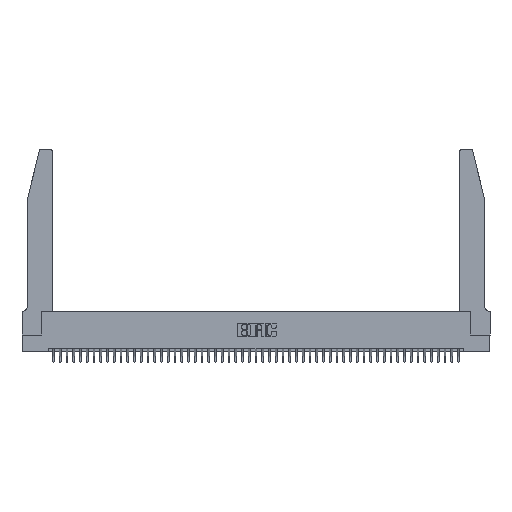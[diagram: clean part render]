
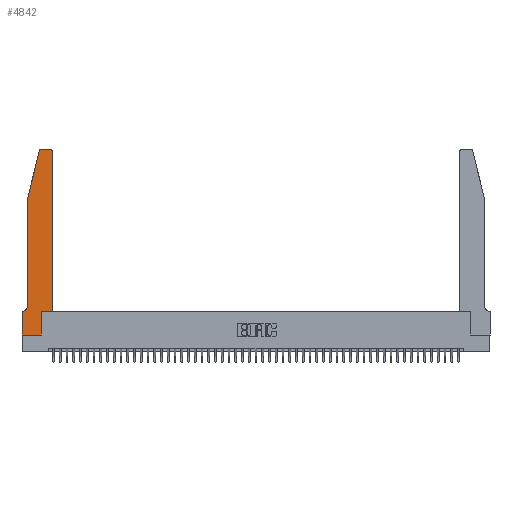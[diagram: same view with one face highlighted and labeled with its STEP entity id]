
A CAD part, top view. The second image highlights one B-rep face of the part: STEP entity #4842.
In plain terms, the highlighted planar face has unit normal (0, 0, 1).
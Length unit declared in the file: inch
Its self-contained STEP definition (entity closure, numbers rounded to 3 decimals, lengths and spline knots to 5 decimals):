
#65 = CARTESIAN_POINT ( 'NONE',  ( 0.0755, 2., 0.37 ) ) ;
#111 = EDGE_CURVE ( 'NONE', #49891, #29038, #12850, .T. ) ;
#1064 = VECTOR ( 'NONE', #22343, 39.37008 ) ;
#1358 = ORIENTED_EDGE ( 'NONE', *, *, #34966, .T. ) ;
#2054 = VECTOR ( 'NONE', #7974, 39.37008 ) ;
#2291 = CARTESIAN_POINT ( 'NONE',  ( 0.2865, 0.35, 0.37 ) ) ;
#2523 = DIRECTION ( 'NONE',  ( 0., 0., 1. ) ) ;
#2724 = EDGE_LOOP ( 'NONE', ( #32491, #14909, #4949, #49148, #20714, #38627, #7187, #47005, #17790, #1358, #43314, #47635 ) ) ;
#4160 = LINE ( 'NONE', #19501, #22416 ) ;
#4842 = ADVANCED_FACE ( 'NONE', ( #35881 ), #25343, .T. ) ;
#4949 = ORIENTED_EDGE ( 'NONE', *, *, #44864, .T. ) ;
#5288 = VERTEX_POINT ( 'NONE', #26987 ) ;
#5649 = VECTOR ( 'NONE', #34297, 39.37008 ) ;
#5897 = VECTOR ( 'NONE', #23509, 39.37008 ) ;
#6006 = EDGE_CURVE ( 'NONE', #35398, #41862, #8340, .T. ) ;
#6280 = CARTESIAN_POINT ( 'NONE',  ( 0.0055, 0.35, 0.37 ) ) ;
#6371 = CARTESIAN_POINT ( 'NONE',  ( 0., 0., 0.37 ) ) ;
#7187 = ORIENTED_EDGE ( 'NONE', *, *, #30347, .T. ) ;
#7974 = DIRECTION ( 'NONE',  ( 0., 1., 0. ) ) ;
#8166 = LINE ( 'NONE', #34195, #2054 ) ;
#8340 = LINE ( 'NONE', #2291, #49669 ) ;
#8718 = CARTESIAN_POINT ( 'NONE',  ( 0.0755, 2., 0.37 ) ) ;
#9630 = LINE ( 'NONE', #14873, #1064 ) ;
#9913 = LINE ( 'NONE', #10995, #5649 ) ;
#10995 = CARTESIAN_POINT ( 'NONE',  ( 0.0755, 2., 0.37 ) ) ;
#11126 = DIRECTION ( 'NONE',  ( 0., 0., 1. ) ) ;
#11801 = VERTEX_POINT ( 'NONE', #49631 ) ;
#12850 = CIRCLE ( 'NONE', #44349, 0.07 ) ;
#13783 = CARTESIAN_POINT ( 'NONE',  ( 0., 0.35, 0.37 ) ) ;
#14630 = VECTOR ( 'NONE', #43621, 39.37008 ) ;
#14873 = CARTESIAN_POINT ( 'NONE',  ( 0.2605, 2.75, 0.37 ) ) ;
#14909 = ORIENTED_EDGE ( 'NONE', *, *, #16924, .T. ) ;
#16175 = VERTEX_POINT ( 'NONE', #29297 ) ;
#16924 = EDGE_CURVE ( 'NONE', #23729, #35327, #32066, .T. ) ;
#17790 = ORIENTED_EDGE ( 'NONE', *, *, #6006, .T. ) ;
#17835 = DIRECTION ( 'NONE',  ( 0., 0., 1. ) ) ;
#19501 = CARTESIAN_POINT ( 'NONE',  ( 0., 0., 0.37 ) ) ;
#20714 = ORIENTED_EDGE ( 'NONE', *, *, #111, .T. ) ;
#21429 = CARTESIAN_POINT ( 'NONE',  ( 0.25487, 2.72718, 0.37 ) ) ;
#21697 = EDGE_CURVE ( 'NONE', #40125, #35398, #4160, .T. ) ;
#22087 = EDGE_CURVE ( 'NONE', #11801, #5288, #35813, .T. ) ;
#22343 = DIRECTION ( 'NONE',  ( -1., 0., 0. ) ) ;
#22416 = VECTOR ( 'NONE', #23405, 39.37008 ) ;
#22812 = VECTOR ( 'NONE', #39558, 39.37008 ) ;
#23405 = DIRECTION ( 'NONE',  ( 1., 0., 0. ) ) ;
#23456 = LINE ( 'NONE', #35605, #22812 ) ;
#23509 = DIRECTION ( 'NONE',  ( -0.239, -0.971, 0. ) ) ;
#23729 = VERTEX_POINT ( 'NONE', #49650 ) ;
#24640 = VERTEX_POINT ( 'NONE', #36731 ) ;
#25343 = PLANE ( 'NONE',  #42601 ) ;
#26778 = DIRECTION ( 'NONE',  ( 0., 1., 0. ) ) ;
#26987 = CARTESIAN_POINT ( 'NONE',  ( 0.4205, 2.75, 0.37 ) ) ;
#27158 = DIRECTION ( 'NONE',  ( -1., 0., 0. ) ) ;
#27411 = LINE ( 'NONE', #35972, #14630 ) ;
#27795 = LINE ( 'NONE', #32520, #33838 ) ;
#28019 = EDGE_CURVE ( 'NONE', #33181, #49891, #9913, .T. ) ;
#29038 = VERTEX_POINT ( 'NONE', #6280 ) ;
#29297 = CARTESIAN_POINT ( 'NONE',  ( 0.4505, 0.35, 0.37 ) ) ;
#30088 = CARTESIAN_POINT ( 'NONE',  ( 0.284, 2.72, 0.37 ) ) ;
#30347 = EDGE_CURVE ( 'NONE', #24640, #40125, #27411, .T. ) ;
#30461 = CARTESIAN_POINT ( 'NONE',  ( 0.2865, 0., 0.37 ) ) ;
#32066 = CIRCLE ( 'NONE', #48059, 0.03 ) ;
#32491 = ORIENTED_EDGE ( 'NONE', *, *, #44634, .T. ) ;
#32520 = CARTESIAN_POINT ( 'NONE',  ( 0.0755, 0.35, 0.37 ) ) ;
#33181 = VERTEX_POINT ( 'NONE', #8718 ) ;
#33433 = CARTESIAN_POINT ( 'NONE',  ( 0.0755, 0.42, 0.37 ) ) ;
#33599 = EDGE_CURVE ( 'NONE', #16175, #11801, #8166, .T. ) ;
#33665 = DIRECTION ( 'NONE',  ( 1., 0., 0. ) ) ;
#33838 = VECTOR ( 'NONE', #36438, 39.37008 ) ;
#34195 = CARTESIAN_POINT ( 'NONE',  ( 0.4505, 0.35, 0.37 ) ) ;
#34297 = DIRECTION ( 'NONE',  ( 0., -1., 0. ) ) ;
#34966 = EDGE_CURVE ( 'NONE', #41862, #16175, #23456, .T. ) ;
#35327 = VERTEX_POINT ( 'NONE', #21429 ) ;
#35398 = VERTEX_POINT ( 'NONE', #30461 ) ;
#35605 = CARTESIAN_POINT ( 'NONE',  ( 0.4505, 0.35, 0.37 ) ) ;
#35813 = CIRCLE ( 'NONE', #41136, 0.03 ) ;
#35881 = FACE_OUTER_BOUND ( 'NONE', #2724, .T. ) ;
#35972 = CARTESIAN_POINT ( 'NONE',  ( 0., 0., 0.37 ) ) ;
#36438 = DIRECTION ( 'NONE',  ( -1., 0., 0. ) ) ;
#36731 = CARTESIAN_POINT ( 'NONE',  ( 0., 0.35, 0.37 ) ) ;
#38627 = ORIENTED_EDGE ( 'NONE', *, *, #45607, .T. ) ;
#38859 = LINE ( 'NONE', #65, #5897 ) ;
#39558 = DIRECTION ( 'NONE',  ( 1., 0., 0. ) ) ;
#40125 = VERTEX_POINT ( 'NONE', #6371 ) ;
#41136 = AXIS2_PLACEMENT_3D ( 'NONE', #46322, #11126, #42597 ) ;
#41862 = VERTEX_POINT ( 'NONE', #47978 ) ;
#42597 = DIRECTION ( 'NONE',  ( 1., 0., 0. ) ) ;
#42601 = AXIS2_PLACEMENT_3D ( 'NONE', #13783, #2523, #33665 ) ;
#43314 = ORIENTED_EDGE ( 'NONE', *, *, #33599, .T. ) ;
#43621 = DIRECTION ( 'NONE',  ( 0., -1., 0. ) ) ;
#44349 = AXIS2_PLACEMENT_3D ( 'NONE', #46371, #50226, #27158 ) ;
#44634 = EDGE_CURVE ( 'NONE', #5288, #23729, #9630, .T. ) ;
#44864 = EDGE_CURVE ( 'NONE', #35327, #33181, #38859, .T. ) ;
#45023 = DIRECTION ( 'NONE',  ( 1., 0., 0. ) ) ;
#45607 = EDGE_CURVE ( 'NONE', #29038, #24640, #27795, .T. ) ;
#46322 = CARTESIAN_POINT ( 'NONE',  ( 0.4205, 2.72, 0.37 ) ) ;
#46371 = CARTESIAN_POINT ( 'NONE',  ( 0.0055, 0.42, 0.37 ) ) ;
#47005 = ORIENTED_EDGE ( 'NONE', *, *, #21697, .T. ) ;
#47635 = ORIENTED_EDGE ( 'NONE', *, *, #22087, .T. ) ;
#47978 = CARTESIAN_POINT ( 'NONE',  ( 0.2865, 0.35, 0.37 ) ) ;
#48059 = AXIS2_PLACEMENT_3D ( 'NONE', #30088, #17835, #45023 ) ;
#49148 = ORIENTED_EDGE ( 'NONE', *, *, #28019, .T. ) ;
#49631 = CARTESIAN_POINT ( 'NONE',  ( 0.4505, 2.72, 0.37 ) ) ;
#49650 = CARTESIAN_POINT ( 'NONE',  ( 0.284, 2.75, 0.37 ) ) ;
#49669 = VECTOR ( 'NONE', #26778, 39.37008 ) ;
#49891 = VERTEX_POINT ( 'NONE', #33433 ) ;
#50226 = DIRECTION ( 'NONE',  ( 0., 0., -1. ) ) ;
